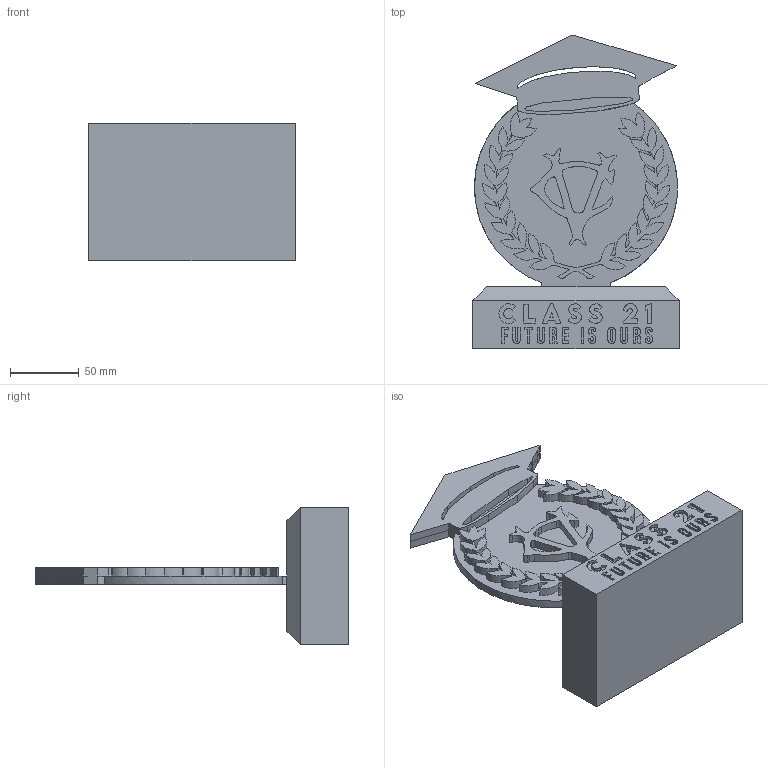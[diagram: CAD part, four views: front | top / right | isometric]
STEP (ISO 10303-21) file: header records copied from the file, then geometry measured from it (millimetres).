
FILE_DESCRIPTION(('FreeCAD Model'),'2;1');
FILE_NAME('Open CASCADE Shape Model','2025-04-26T00:08:29',('FreeCAD'),( 'FreeCAD'),'Open CASCADE STEP processor 7.6','FreeCAD','Unknown');
FILE_SCHEMA(('AUTOMOTIVE_DESIGN { 1 0 10303 214 1 1 1 1 }'));
Length unit declared in the file: millimetre
Products named in the file (1): Open CASCADE STEP translator 7.6 1
Bounding box: 150.39 x 228.64 x 100.26 mm (x, y, z)
Volume: 836848.9 mm3; surface area: 132969.4 mm2
Topology: 5 solids, 5 shells, 576 faces, 1625 edges, 1082 vertices
Faces by surface type: bspline 576
Entity records: 19728 total; most frequent: CARTESIAN_POINT 9757, ORIENTED_EDGE 3250, EDGE_CURVE 1625, B_SPLINE_CURVE_WITH_KNOTS 1621, VERTEX_POINT 1082, FACE_BOUND 609, EDGE_LOOP 609, ADVANCED_FACE 576
